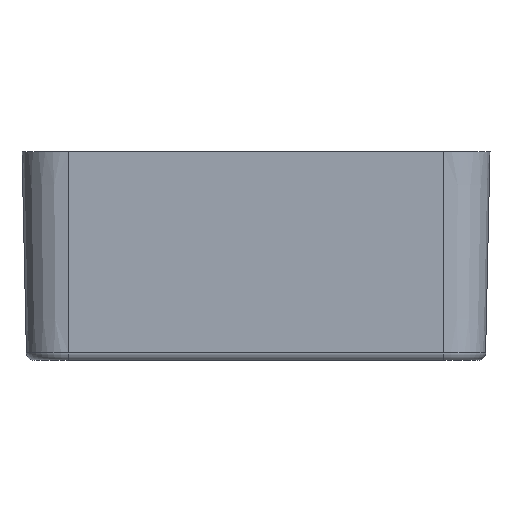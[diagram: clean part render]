
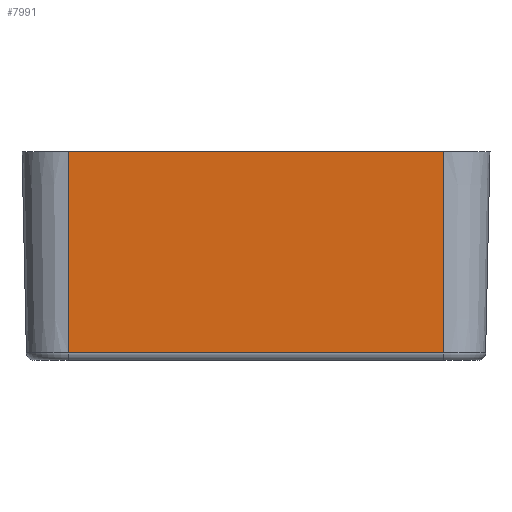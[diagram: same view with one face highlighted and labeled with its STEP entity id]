
A CAD part, left-side view. The second image highlights one B-rep face of the part: STEP entity #7991.
In plain terms, the highlighted planar face has unit normal (-1, 0, -0.022).
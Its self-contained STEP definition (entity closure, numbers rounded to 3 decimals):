
#7785 = VERTEX_POINT('',#7786);
#7786 = CARTESIAN_POINT('',(-55.632,-24.25,-12.522));
#7821 = VERTEX_POINT('',#7822);
#7822 = CARTESIAN_POINT('',(-55.632,24.25,-12.522));
#7853 = EDGE_CURVE('',#7785,#7821,#7854,.T.);
#7854 = LINE('',#7855,#7856);
#7855 = CARTESIAN_POINT('',(-55.632,12.125,-12.522));
#7856 = VECTOR('',#7857,1.);
#7857 = DIRECTION('',(0.,1.,0.));
#7884 = VERTEX_POINT('',#7885);
#7885 = CARTESIAN_POINT('',(-56.2,-24.25,13.5));
#7892 = EDGE_CURVE('',#7884,#7785,#7893,.T.);
#7893 = LINE('',#7894,#7895);
#7894 = CARTESIAN_POINT('',(-56.2,-24.25,13.5));
#7895 = VECTOR('',#7896,1.);
#7896 = DIRECTION('',(0.022,0.,
    -1.));
#7991 = ADVANCED_FACE('',(#7992),#8010,.T.);
#7992 = FACE_BOUND('',#7993,.T.);
#7993 = EDGE_LOOP('',(#7994,#7995,#7996,#8004));
#7994 = ORIENTED_EDGE('',*,*,#7853,.F.);
#7995 = ORIENTED_EDGE('',*,*,#7892,.F.);
#7996 = ORIENTED_EDGE('',*,*,#7997,.F.);
#7997 = EDGE_CURVE('',#7998,#7884,#8000,.T.);
#7998 = VERTEX_POINT('',#7999);
#7999 = CARTESIAN_POINT('',(-56.2,24.25,13.5));
#8000 = LINE('',#8001,#8002);
#8001 = CARTESIAN_POINT('',(-56.2,24.25,13.5));
#8002 = VECTOR('',#8003,1.);
#8003 = DIRECTION('',(0.,-1.,0.));
#8004 = ORIENTED_EDGE('',*,*,#8005,.T.);
#8005 = EDGE_CURVE('',#7998,#7821,#8006,.T.);
#8006 = LINE('',#8007,#8008);
#8007 = CARTESIAN_POINT('',(-56.2,24.25,13.5));
#8008 = VECTOR('',#8009,1.);
#8009 = DIRECTION('',(0.022,0.,
    -1.));
#8010 = PLANE('',#8011);
#8011 = AXIS2_PLACEMENT_3D('',#8012,#8013,#8014);
#8012 = CARTESIAN_POINT('',(-56.2,24.25,13.5));
#8013 = DIRECTION('',(-1.,0.,
    -0.022));
#8014 = DIRECTION('',(0.,1.,0.));
